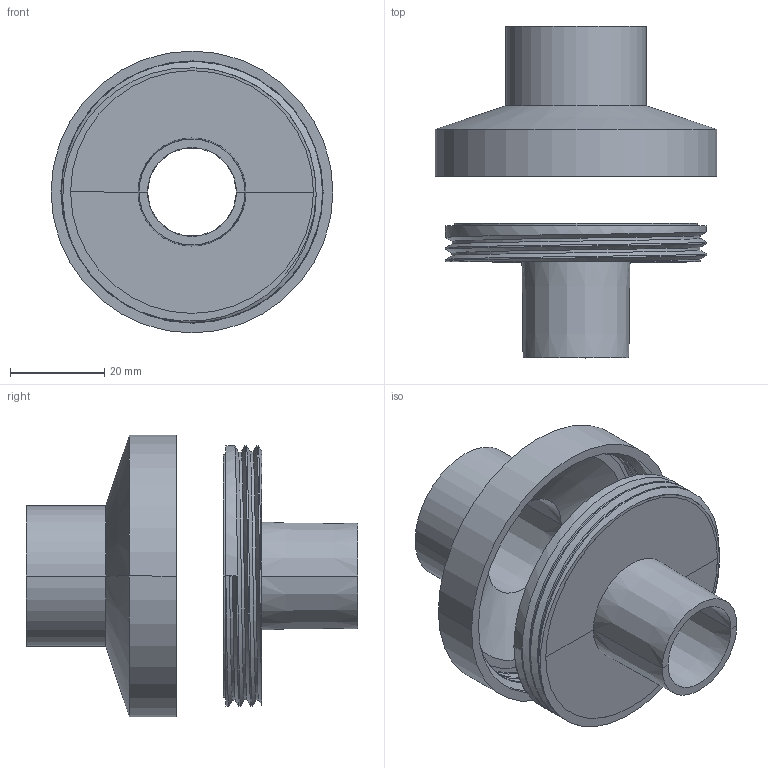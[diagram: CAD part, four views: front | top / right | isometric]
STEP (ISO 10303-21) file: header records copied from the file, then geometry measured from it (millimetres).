
FILE_DESCRIPTION (( 'STEP AP203' ), '1' );
FILE_NAME ('FILTRO_Ø50MM.STEP', '2020-04-27T11:43:19', ( '' ), ( '' ), 'SwSTEP 2.0', 'SolidWorks 2020', '' );
FILE_SCHEMA (( 'CONFIG_CONTROL_DESIGN' ));
Length unit declared in the file: millimetre
Products named in the file (1): FILTRO_ﾘ50MM
Bounding box: 59.95 x 70.58 x 59.95 mm (x, y, z)
Volume: 30568.4 mm3; surface area: 20964.8 mm2
Topology: 2 solids, 2 shells, 56 faces, 124 edges, 74 vertices
Faces by surface type: cylinder 22, cone 20, plane 8, bspline 6
Entity records: 2888 total; most frequent: CARTESIAN_POINT 1664, ORIENTED_EDGE 248, DIRECTION 231, EDGE_CURVE 124, AXIS2_PLACEMENT_3D 93, VERTEX_POINT 74, EDGE_LOOP 62, ADVANCED_FACE 56
